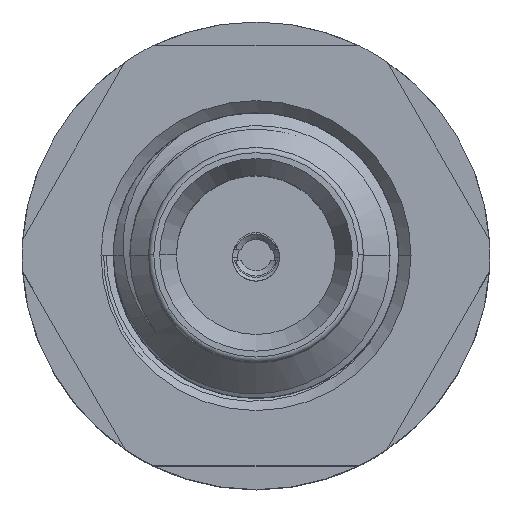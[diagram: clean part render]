
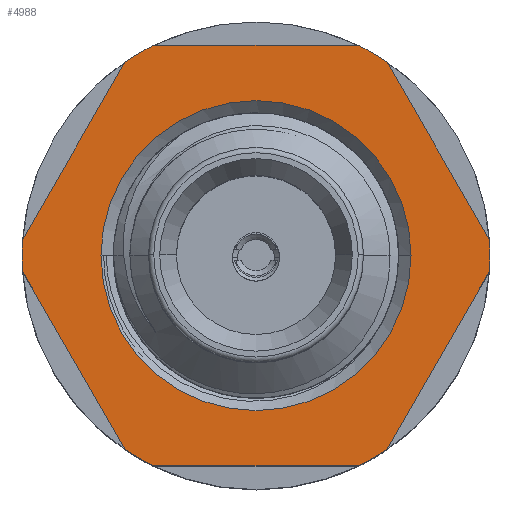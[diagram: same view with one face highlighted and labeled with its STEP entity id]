
A CAD part, top view. The second image highlights one B-rep face of the part: STEP entity #4988.
In plain terms, the highlighted planar face has unit normal (0, 0, 1).
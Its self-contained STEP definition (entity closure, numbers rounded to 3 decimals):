
#50 = LINE ( 'NONE', #3978, #5863 ) ;
#131 = VERTEX_POINT ( 'NONE', #8407 ) ;
#203 = VECTOR ( 'NONE', #1723, 1000. ) ;
#224 = CARTESIAN_POINT ( 'NONE',  ( -4.439, -0.311, 24.7 ) ) ;
#465 = ORIENTED_EDGE ( 'NONE', *, *, #5820, .T. ) ;
#638 = AXIS2_PLACEMENT_3D ( 'NONE', #5205, #5883, #1058 ) ;
#665 = DIRECTION ( 'NONE',  ( 1., 0., 0. ) ) ;
#698 = CARTESIAN_POINT ( 'NONE',  ( 0., 0., 24.7 ) ) ;
#723 = VERTEX_POINT ( 'NONE', #10009 ) ;
#789 = EDGE_CURVE ( 'NONE', #7288, #6646, #3719, .T. ) ;
#922 = ORIENTED_EDGE ( 'NONE', *, *, #789, .T. ) ;
#983 = CARTESIAN_POINT ( 'NONE',  ( 0., 0., 24.7 ) ) ;
#1013 = CARTESIAN_POINT ( 'NONE',  ( -1.95, -4., 24.7 ) ) ;
#1044 = CARTESIAN_POINT ( 'NONE',  ( 0., 0., 24.7 ) ) ;
#1058 = DIRECTION ( 'NONE',  ( 1., 0., 0. ) ) ;
#1295 = ORIENTED_EDGE ( 'NONE', *, *, #2852, .T. ) ;
#1424 = CARTESIAN_POINT ( 'NONE',  ( 1.95, -4., 24.7 ) ) ;
#1445 = DIRECTION ( 'NONE',  ( -1., 0., 0. ) ) ;
#1501 = EDGE_CURVE ( 'NONE', #6697, #9645, #5766, .T. ) ;
#1541 = ORIENTED_EDGE ( 'NONE', *, *, #2539, .T. ) ;
#1548 = AXIS2_PLACEMENT_3D ( 'NONE', #5091, #1832, #6598 ) ;
#1592 = CARTESIAN_POINT ( 'NONE',  ( 1.95, 4., 24.7 ) ) ;
#1668 = VERTEX_POINT ( 'NONE', #1592 ) ;
#1671 = DIRECTION ( 'NONE',  ( 0., 0., 1. ) ) ;
#1688 = LINE ( 'NONE', #4899, #2191 ) ;
#1723 = DIRECTION ( 'NONE',  ( -0.5, 0.866, 0. ) ) ;
#1746 = EDGE_LOOP ( 'NONE', ( #2609, #9239 ) ) ;
#1812 = CARTESIAN_POINT ( 'NONE',  ( 2.489, 3.689, 24.7 ) ) ;
#1819 = CARTESIAN_POINT ( 'NONE',  ( 0., 0., 24.7 ) ) ;
#1832 = DIRECTION ( 'NONE',  ( 0., 0., 1. ) ) ;
#1983 = CARTESIAN_POINT ( 'NONE',  ( 2.489, -3.689, 24.7 ) ) ;
#2013 = CARTESIAN_POINT ( 'NONE',  ( -4.619, 0., 24.7 ) ) ;
#2097 = VERTEX_POINT ( 'NONE', #3274 ) ;
#2191 = VECTOR ( 'NONE', #9754, 1000. ) ;
#2216 = FACE_OUTER_BOUND ( 'NONE', #2298, .T. ) ;
#2229 = CIRCLE ( 'NONE', #1548, 4.45 ) ;
#2240 = DIRECTION ( 'NONE',  ( 1., 0., 0. ) ) ;
#2298 = EDGE_LOOP ( 'NONE', ( #3764, #9422, #3658, #7842, #1295, #3539, #7527, #7381, #9354, #465, #922, #2500, #1541, #10043 ) ) ;
#2387 = DIRECTION ( 'NONE',  ( 1., 0., 0. ) ) ;
#2402 = VERTEX_POINT ( 'NONE', #3142 ) ;
#2421 = EDGE_CURVE ( 'NONE', #2402, #3296, #3064, .T. ) ;
#2458 = CARTESIAN_POINT ( 'NONE',  ( 4.619, 0., 24.7 ) ) ;
#2500 = ORIENTED_EDGE ( 'NONE', *, *, #6940, .T. ) ;
#2539 = EDGE_CURVE ( 'NONE', #4590, #3143, #2229, .T. ) ;
#2549 = CARTESIAN_POINT ( 'NONE',  ( -4.439, 0.311, 24.7 ) ) ;
#2579 = AXIS2_PLACEMENT_3D ( 'NONE', #4562, #8573, #3765 ) ;
#2609 = ORIENTED_EDGE ( 'NONE', *, *, #5346, .T. ) ;
#2691 = EDGE_CURVE ( 'NONE', #2097, #131, #6408, .T. ) ;
#2733 = DIRECTION ( 'NONE',  ( 1., 0., 0. ) ) ;
#2852 = EDGE_CURVE ( 'NONE', #1668, #2402, #6218, .T. ) ;
#2902 = DIRECTION ( 'NONE',  ( 0.5, -0.866, 0. ) ) ;
#2948 = DIRECTION ( 'NONE',  ( 1., 0., 0. ) ) ;
#2972 = EDGE_CURVE ( 'NONE', #4404, #4575, #4070, .T. ) ;
#3064 = CIRCLE ( 'NONE', #6232, 4.45 ) ;
#3142 = CARTESIAN_POINT ( 'NONE',  ( -1.95, 4., 24.7 ) ) ;
#3143 = VERTEX_POINT ( 'NONE', #1983 ) ;
#3203 = DIRECTION ( 'NONE',  ( -0.5, -0.866, 0. ) ) ;
#3274 = CARTESIAN_POINT ( 'NONE',  ( 4.439, -0.311, 24.7 ) ) ;
#3296 = VERTEX_POINT ( 'NONE', #3798 ) ;
#3492 = DIRECTION ( 'NONE',  ( 0., 0., 1. ) ) ;
#3519 = AXIS2_PLACEMENT_3D ( 'NONE', #7653, #6183, #2948 ) ;
#3539 = ORIENTED_EDGE ( 'NONE', *, *, #2421, .T. ) ;
#3587 = CARTESIAN_POINT ( 'NONE',  ( 0., 0., 24.7 ) ) ;
#3644 = EDGE_CURVE ( 'NONE', #3143, #2097, #1688, .T. ) ;
#3658 = ORIENTED_EDGE ( 'NONE', *, *, #1501, .T. ) ;
#3719 = CIRCLE ( 'NONE', #5229, 4.45 ) ;
#3739 = DIRECTION ( 'NONE',  ( 0., 0., 1. ) ) ;
#3755 = VERTEX_POINT ( 'NONE', #8382 ) ;
#3764 = ORIENTED_EDGE ( 'NONE', *, *, #2691, .T. ) ;
#3765 = DIRECTION ( 'NONE',  ( 1., 0., 0. ) ) ;
#3798 = CARTESIAN_POINT ( 'NONE',  ( -2.489, 3.689, 24.7 ) ) ;
#3945 = EDGE_CURVE ( 'NONE', #3296, #4404, #50, .T. ) ;
#3978 = CARTESIAN_POINT ( 'NONE',  ( -2.309, 4., 24.7 ) ) ;
#4070 = CIRCLE ( 'NONE', #6083, 4.45 ) ;
#4104 = EDGE_CURVE ( 'NONE', #3755, #723, #9718, .T. ) ;
#4217 = EDGE_CURVE ( 'NONE', #4575, #8135, #9375, .T. ) ;
#4252 = DIRECTION ( 'NONE',  ( 0., 0., -1. ) ) ;
#4404 = VERTEX_POINT ( 'NONE', #2549 ) ;
#4543 = AXIS2_PLACEMENT_3D ( 'NONE', #983, #6651, #2733 ) ;
#4562 = CARTESIAN_POINT ( 'NONE',  ( 0., 0., 24.7 ) ) ;
#4575 = VERTEX_POINT ( 'NONE', #8698 ) ;
#4590 = VERTEX_POINT ( 'NONE', #1424 ) ;
#4594 = CARTESIAN_POINT ( 'NONE',  ( 4.439, 0.311, 24.7 ) ) ;
#4899 = CARTESIAN_POINT ( 'NONE',  ( 2.309, -4., 24.7 ) ) ;
#4903 = EDGE_CURVE ( 'NONE', #9645, #1668, #10353, .T. ) ;
#4918 = VECTOR ( 'NONE', #1445, 1000. ) ;
#4988 = ADVANCED_FACE ( 'NONE', ( #8481, #2216 ), #8633, .T. ) ;
#5046 = AXIS2_PLACEMENT_3D ( 'NONE', #698, #8762, #2240 ) ;
#5091 = CARTESIAN_POINT ( 'NONE',  ( 0., 0., 24.7 ) ) ;
#5205 = CARTESIAN_POINT ( 'NONE',  ( 0., 0., 24.7 ) ) ;
#5229 = AXIS2_PLACEMENT_3D ( 'NONE', #3587, #3739, #7758 ) ;
#5346 = EDGE_CURVE ( 'NONE', #723, #3755, #10194, .T. ) ;
#5766 = LINE ( 'NONE', #2458, #203 ) ;
#5820 = EDGE_CURVE ( 'NONE', #8135, #7288, #9231, .T. ) ;
#5863 = VECTOR ( 'NONE', #3203, 1000. ) ;
#5873 = EDGE_CURVE ( 'NONE', #131, #6697, #10364, .T. ) ;
#5883 = DIRECTION ( 'NONE',  ( 0., 0., 1. ) ) ;
#6083 = AXIS2_PLACEMENT_3D ( 'NONE', #1819, #3492, #8252 ) ;
#6183 = DIRECTION ( 'NONE',  ( 0., 0., 1. ) ) ;
#6218 = LINE ( 'NONE', #6425, #4918 ) ;
#6232 = AXIS2_PLACEMENT_3D ( 'NONE', #7059, #1671, #665 ) ;
#6234 = DIRECTION ( 'NONE',  ( 0., 0., 1. ) ) ;
#6282 = CARTESIAN_POINT ( 'NONE',  ( 0., 0., 24.7 ) ) ;
#6408 = CIRCLE ( 'NONE', #2579, 4.45 ) ;
#6425 = CARTESIAN_POINT ( 'NONE',  ( 2.309, 4., 24.7 ) ) ;
#6519 = AXIS2_PLACEMENT_3D ( 'NONE', #1044, #4252, #7435 ) ;
#6598 = DIRECTION ( 'NONE',  ( 1., 0., 0. ) ) ;
#6646 = VERTEX_POINT ( 'NONE', #1013 ) ;
#6651 = DIRECTION ( 'NONE',  ( 0., 0., -1. ) ) ;
#6679 = AXIS2_PLACEMENT_3D ( 'NONE', #6282, #6234, #7705 ) ;
#6697 = VERTEX_POINT ( 'NONE', #4594 ) ;
#6940 = EDGE_CURVE ( 'NONE', #6646, #4590, #10330, .T. ) ;
#7059 = CARTESIAN_POINT ( 'NONE',  ( 0., 0., 24.7 ) ) ;
#7174 = VECTOR ( 'NONE', #2387, 1000. ) ;
#7288 = VERTEX_POINT ( 'NONE', #8424 ) ;
#7381 = ORIENTED_EDGE ( 'NONE', *, *, #2972, .T. ) ;
#7435 = DIRECTION ( 'NONE',  ( 1., 0., 0. ) ) ;
#7521 = VECTOR ( 'NONE', #2902, 1000. ) ;
#7527 = ORIENTED_EDGE ( 'NONE', *, *, #3945, .T. ) ;
#7653 = CARTESIAN_POINT ( 'NONE',  ( 0., 0., 24.7 ) ) ;
#7705 = DIRECTION ( 'NONE',  ( 1., 0., 0. ) ) ;
#7758 = DIRECTION ( 'NONE',  ( 1., 0., 0. ) ) ;
#7842 = ORIENTED_EDGE ( 'NONE', *, *, #4903, .T. ) ;
#8135 = VERTEX_POINT ( 'NONE', #224 ) ;
#8252 = DIRECTION ( 'NONE',  ( 1., 0., 0. ) ) ;
#8382 = CARTESIAN_POINT ( 'NONE',  ( -2.95, 0., 24.7 ) ) ;
#8407 = CARTESIAN_POINT ( 'NONE',  ( 4.45, 0., 24.7 ) ) ;
#8424 = CARTESIAN_POINT ( 'NONE',  ( -2.489, -3.689, 24.7 ) ) ;
#8481 = FACE_BOUND ( 'NONE', #1746, .T. ) ;
#8573 = DIRECTION ( 'NONE',  ( 0., 0., 1. ) ) ;
#8633 = PLANE ( 'NONE',  #6679 ) ;
#8698 = CARTESIAN_POINT ( 'NONE',  ( -4.45, 0., 24.7 ) ) ;
#8762 = DIRECTION ( 'NONE',  ( 0., 0., 1. ) ) ;
#9231 = LINE ( 'NONE', #2013, #7521 ) ;
#9239 = ORIENTED_EDGE ( 'NONE', *, *, #4104, .T. ) ;
#9354 = ORIENTED_EDGE ( 'NONE', *, *, #4217, .T. ) ;
#9375 = CIRCLE ( 'NONE', #5046, 4.45 ) ;
#9422 = ORIENTED_EDGE ( 'NONE', *, *, #5873, .T. ) ;
#9645 = VERTEX_POINT ( 'NONE', #1812 ) ;
#9718 = CIRCLE ( 'NONE', #4543, 2.95 ) ;
#9754 = DIRECTION ( 'NONE',  ( 0.5, 0.866, 0. ) ) ;
#10009 = CARTESIAN_POINT ( 'NONE',  ( 2.95, 0., 24.7 ) ) ;
#10043 = ORIENTED_EDGE ( 'NONE', *, *, #3644, .T. ) ;
#10194 = CIRCLE ( 'NONE', #6519, 2.95 ) ;
#10232 = CARTESIAN_POINT ( 'NONE',  ( -2.309, -4., 24.7 ) ) ;
#10330 = LINE ( 'NONE', #10232, #7174 ) ;
#10353 = CIRCLE ( 'NONE', #638, 4.45 ) ;
#10364 = CIRCLE ( 'NONE', #3519, 4.45 ) ;
